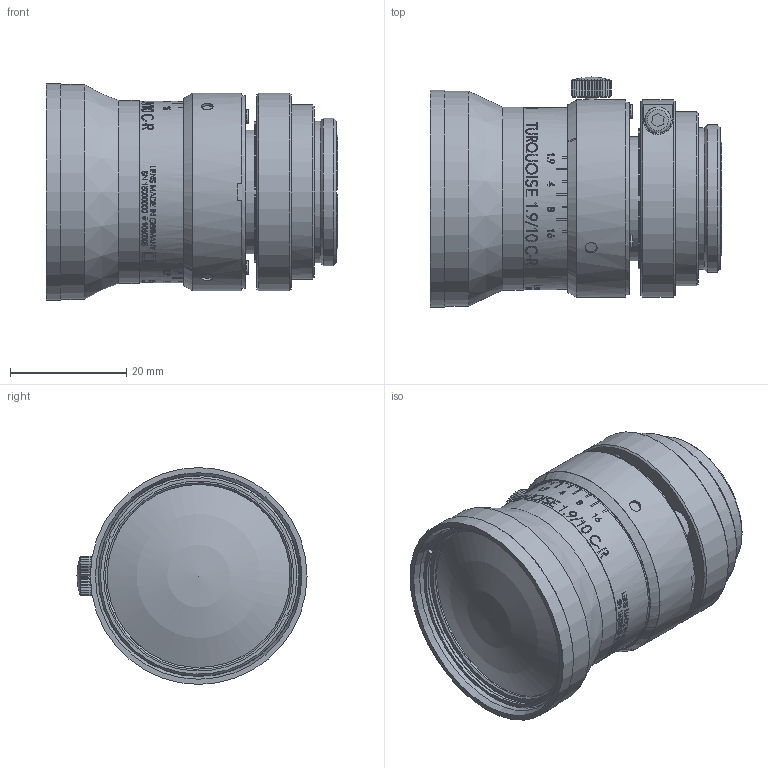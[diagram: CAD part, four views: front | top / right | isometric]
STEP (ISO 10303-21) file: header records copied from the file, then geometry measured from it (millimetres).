
FILE_DESCRIPTION(/* description */ (''),/* implementation_level */ '2;1');
FILE_NAME(/* name */ '1060005_00165294_001.stp',/* time_stamp */ '2021-10-08T08:20:26+02:00',/* author */ (''),/* organization */ (''),/* preprocessor_version */ 'ST-DEVELOPER v16',/* originating_system */ 'SIEMENS PLM Software NX 10.0',/* authorisation */ '');
FILE_SCHEMA (('AP203_CONFIGURATION_CONTROLLED_3D_DESIGN_OF_MECHANICAL_PARTS_AND_ASSEMBLIES_MIM_LF { 1 0 10303 403 2 1 2}'));
Length unit declared in the file: millimetre
Products named in the file (1): Froe2B841541n8ed
Bounding box: 50.2 x 39.59 x 37.3 mm (x, y, z)
Volume: 37793 mm3; surface area: 13779.6 mm2
Topology: 1 solids, 5 shells, 559 faces, 1894 edges, 1464 vertices
Faces by surface type: cylinder 246, plane 246, cone 56, torus 8, sphere 3
Full cylindrical faces by diameter (mm): 1.7 x3, 2 x1, 2.05 x3, 2.5 x1, 11 x1, 14 x1, 14.5 x1, 14.8 x1, 15.6 x1, 18.1 x1, 19.5 x1, 20.496 x1, 21.32 x1, 21.512 x1, 22.5 x1, 23.86 x1, 24.4 x1, 24.6 x2, 25.4 x1, 27.896 x1, 30 x1, 31.3 x2, 31.5 x2, 32 x1, 33.12 x1, 33.5 x1, 34 x1, 34.6 x1, 37 x1, 37.3 x1
Entity records: 23544 total; most frequent: CARTESIAN_POINT 8220, ORIENTED_EDGE 3567, DIRECTION 2460, EDGE_CURVE 1803, VERTEX_POINT 1442, AXIS2_PLACEMENT_3D 983, B_SPLINE_CURVE_WITH_KNOTS 848, EDGE_LOOP 790
